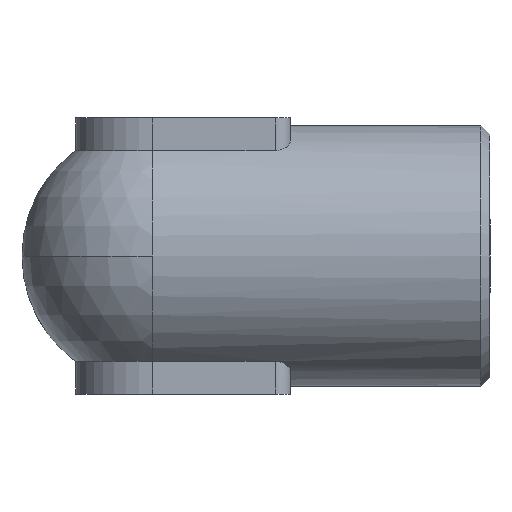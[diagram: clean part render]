
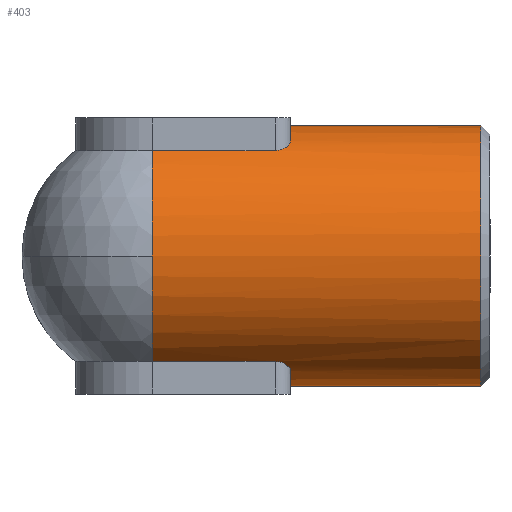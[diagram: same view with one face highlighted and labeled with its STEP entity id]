
A CAD part, left-side view. The second image highlights one B-rep face of the part: STEP entity #403.
In plain terms, the highlighted cylindrical face has radius 4.25 mm (diameter 8.5 mm), a partial arc.
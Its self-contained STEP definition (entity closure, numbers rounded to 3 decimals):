
#28 = CIRCLE ( 'NONE', #900, 4.25 ) ;
#36 = EDGE_CURVE ( 'NONE', #1645, #1424, #1319, .T. ) ;
#58 = CARTESIAN_POINT ( 'NONE',  ( 0., 1.3, -4.25 ) ) ;
#92 = CARTESIAN_POINT ( 'NONE',  ( 0., 7.5, -4.25 ) ) ;
#123 = DIRECTION ( 'NONE',  ( 0., 1., 0. ) ) ;
#141 = CYLINDRICAL_SURFACE ( 'NONE', #978, 4.25 ) ;
#157 = EDGE_CURVE ( 'NONE', #164, #731, #444, .T. ) ;
#164 = VERTEX_POINT ( 'NONE', #1746 ) ;
#168 = ORIENTED_EDGE ( 'NONE', *, *, #157, .T. ) ;
#207 = VECTOR ( 'NONE', #611, 1000. ) ;
#217 = ORIENTED_EDGE ( 'NONE', *, *, #1372, .T. ) ;
#238 = VERTEX_POINT ( 'NONE', #1196 ) ;
#258 = ORIENTED_EDGE ( 'NONE', *, *, #576, .T. ) ;
#281 = CARTESIAN_POINT ( 'NONE',  ( -2.5, 8., -3.437 ) ) ;
#303 = CIRCLE ( 'NONE', #959, 4.25 ) ;
#321 = CARTESIAN_POINT ( 'NONE',  ( -2., 7.5, -3.75 ) ) ;
#356 = LINE ( 'NONE', #1200, #1415 ) ;
#385 = VECTOR ( 'NONE', #1397, 1000. ) ;
#403 = ADVANCED_FACE ( 'NONE', ( #1255 ), #141, .T. ) ;
#444 = B_SPLINE_CURVE_WITH_KNOTS ( 'NONE', 3,
 ( #1061, #1274, #1088, #808, #1003, #1020, #663, #649 ),
 .UNSPECIFIED., .F., .F.,
 ( 4, 2, 2, 4 ),
 ( 0., 0., 0., 0.001 ),
 .UNSPECIFIED. ) ;
#509 = AXIS2_PLACEMENT_3D ( 'NONE', #1083, #1072, #1067 ) ;
#517 = CARTESIAN_POINT ( 'NONE',  ( 0., 1.3, 0. ) ) ;
#547 = CARTESIAN_POINT ( 'NONE',  ( 0., 12., 0. ) ) ;
#575 = CARTESIAN_POINT ( 'NONE',  ( -2.435, 7.723, -3.485 ) ) ;
#576 = EDGE_CURVE ( 'NONE', #894, #1117, #356, .T. ) ;
#611 = DIRECTION ( 'NONE',  ( 0., -1., 0. ) ) ;
#613 = EDGE_CURVE ( 'NONE', #1424, #762, #1092, .T. ) ;
#626 = CARTESIAN_POINT ( 'NONE',  ( -2.5, 12., -3.437 ) ) ;
#635 = DIRECTION ( 'NONE',  ( 0., -1., 0. ) ) ;
#641 = CARTESIAN_POINT ( 'NONE',  ( -4.25, 12., 0. ) ) ;
#649 = CARTESIAN_POINT ( 'NONE',  ( -2.5, 8., 3.437 ) ) ;
#655 = ORIENTED_EDGE ( 'NONE', *, *, #613, .T. ) ;
#663 = CARTESIAN_POINT ( 'NONE',  ( -2.5, 7.855, 3.437 ) ) ;
#664 = CIRCLE ( 'NONE', #1251, 4.25 ) ;
#677 = DIRECTION ( 'NONE',  ( 0., 1., 0. ) ) ;
#695 = DIRECTION ( 'NONE',  ( 0., -1., 0. ) ) ;
#718 = CARTESIAN_POINT ( 'NONE',  ( 0., 0., 0. ) ) ;
#729 = DIRECTION ( 'NONE',  ( 0., 0., -1. ) ) ;
#731 = VERTEX_POINT ( 'NONE', #850 ) ;
#753 = EDGE_CURVE ( 'NONE', #238, #731, #781, .T. ) ;
#762 = VERTEX_POINT ( 'NONE', #321 ) ;
#781 = LINE ( 'NONE', #1665, #385 ) ;
#808 = CARTESIAN_POINT ( 'NONE',  ( -2.24, 7.557, 3.613 ) ) ;
#837 = EDGE_CURVE ( 'NONE', #1345, #1695, #1439, .T. ) ;
#850 = CARTESIAN_POINT ( 'NONE',  ( -2.5, 8., 3.437 ) ) ;
#863 = CARTESIAN_POINT ( 'NONE',  ( -2.5, 7.856, -3.437 ) ) ;
#894 = VERTEX_POINT ( 'NONE', #92 ) ;
#896 = ORIENTED_EDGE ( 'NONE', *, *, #837, .F. ) ;
#900 = AXIS2_PLACEMENT_3D ( 'NONE', #547, #635, #1495 ) ;
#955 = CARTESIAN_POINT ( 'NONE',  ( 0., 7.5, 4.25 ) ) ;
#959 = AXIS2_PLACEMENT_3D ( 'NONE', #517, #677, #1078 ) ;
#976 = ORIENTED_EDGE ( 'NONE', *, *, #1284, .T. ) ;
#978 = AXIS2_PLACEMENT_3D ( 'NONE', #718, #695, #729 ) ;
#1003 = CARTESIAN_POINT ( 'NONE',  ( -2.294, 7.59, 3.578 ) ) ;
#1012 = ORIENTED_EDGE ( 'NONE', *, *, #1678, .T. ) ;
#1020 = CARTESIAN_POINT ( 'NONE',  ( -2.435, 7.721, 3.485 ) ) ;
#1047 = CARTESIAN_POINT ( 'NONE',  ( 0., 12., 0. ) ) ;
#1061 = CARTESIAN_POINT ( 'NONE',  ( -2., 7.5, 3.75 ) ) ;
#1067 = DIRECTION ( 'NONE',  ( 0., 0., 1. ) ) ;
#1072 = DIRECTION ( 'NONE',  ( 0., -1., 0. ) ) ;
#1078 = DIRECTION ( 'NONE',  ( 0., 0., -1. ) ) ;
#1083 = CARTESIAN_POINT ( 'NONE',  ( 0., 7.5, 0. ) ) ;
#1088 = CARTESIAN_POINT ( 'NONE',  ( -2.124, 7.512, 3.682 ) ) ;
#1092 = B_SPLINE_CURVE_WITH_KNOTS ( 'NONE', 3,
 ( #1402, #863, #575, #1761, #1508, #1248 ),
 .UNSPECIFIED., .F., .F.,
 ( 4, 2, 4 ),
 ( 0., 0., 0.001 ),
 .UNSPECIFIED. ) ;
#1117 = VERTEX_POINT ( 'NONE', #58 ) ;
#1164 = VERTEX_POINT ( 'NONE', #641 ) ;
#1165 = AXIS2_PLACEMENT_3D ( 'NONE', #1232, #123, #1602 ) ;
#1168 = EDGE_CURVE ( 'NONE', #762, #894, #1334, .T. ) ;
#1196 = CARTESIAN_POINT ( 'NONE',  ( -2.5, 12., 3.437 ) ) ;
#1200 = CARTESIAN_POINT ( 'NONE',  ( 0., 0., -4.25 ) ) ;
#1214 = CIRCLE ( 'NONE', #1165, 4.25 ) ;
#1232 = CARTESIAN_POINT ( 'NONE',  ( 0., 7.5, 0. ) ) ;
#1248 = CARTESIAN_POINT ( 'NONE',  ( -2., 7.5, -3.75 ) ) ;
#1249 = ORIENTED_EDGE ( 'NONE', *, *, #1316, .F. ) ;
#1251 = AXIS2_PLACEMENT_3D ( 'NONE', #1047, #1305, #1311 ) ;
#1255 = FACE_OUTER_BOUND ( 'NONE', #1474, .T. ) ;
#1274 = CARTESIAN_POINT ( 'NONE',  ( -2.063, 7.5, 3.716 ) ) ;
#1283 = ORIENTED_EDGE ( 'NONE', *, *, #753, .F. ) ;
#1284 = EDGE_CURVE ( 'NONE', #1164, #1645, #28, .T. ) ;
#1305 = DIRECTION ( 'NONE',  ( 0., -1., 0. ) ) ;
#1311 = DIRECTION ( 'NONE',  ( 0., 0., -1. ) ) ;
#1316 = EDGE_CURVE ( 'NONE', #164, #1345, #1214, .T. ) ;
#1319 = LINE ( 'NONE', #1423, #207 ) ;
#1328 = ORIENTED_EDGE ( 'NONE', *, *, #36, .T. ) ;
#1334 = CIRCLE ( 'NONE', #509, 4.25 ) ;
#1345 = VERTEX_POINT ( 'NONE', #955 ) ;
#1348 = VECTOR ( 'NONE', #1681, 1000. ) ;
#1372 = EDGE_CURVE ( 'NONE', #238, #1164, #664, .T. ) ;
#1397 = DIRECTION ( 'NONE',  ( 0., -1., 0. ) ) ;
#1402 = CARTESIAN_POINT ( 'NONE',  ( -2.5, 8., -3.437 ) ) ;
#1415 = VECTOR ( 'NONE', #1449, 1000. ) ;
#1423 = CARTESIAN_POINT ( 'NONE',  ( -2.5, 0., -3.437 ) ) ;
#1424 = VERTEX_POINT ( 'NONE', #281 ) ;
#1439 = LINE ( 'NONE', #1547, #1348 ) ;
#1449 = DIRECTION ( 'NONE',  ( 0., -1., 0. ) ) ;
#1473 = CARTESIAN_POINT ( 'NONE',  ( 0., 1.3, 4.25 ) ) ;
#1474 = EDGE_LOOP ( 'NONE', ( #896, #1249, #168, #1283, #217, #976, #1328, #655, #1663, #258, #1012 ) ) ;
#1495 = DIRECTION ( 'NONE',  ( 0., 0., -1. ) ) ;
#1508 = CARTESIAN_POINT ( 'NONE',  ( -2.127, 7.5, -3.682 ) ) ;
#1547 = CARTESIAN_POINT ( 'NONE',  ( 0., 0., 4.25 ) ) ;
#1602 = DIRECTION ( 'NONE',  ( 0., 0., -1. ) ) ;
#1645 = VERTEX_POINT ( 'NONE', #626 ) ;
#1663 = ORIENTED_EDGE ( 'NONE', *, *, #1168, .T. ) ;
#1665 = CARTESIAN_POINT ( 'NONE',  ( -2.5, 0., 3.437 ) ) ;
#1678 = EDGE_CURVE ( 'NONE', #1117, #1695, #303, .T. ) ;
#1681 = DIRECTION ( 'NONE',  ( 0., -1., 0. ) ) ;
#1695 = VERTEX_POINT ( 'NONE', #1473 ) ;
#1746 = CARTESIAN_POINT ( 'NONE',  ( -2., 7.5, 3.75 ) ) ;
#1761 = CARTESIAN_POINT ( 'NONE',  ( -2.247, 7.547, -3.609 ) ) ;
